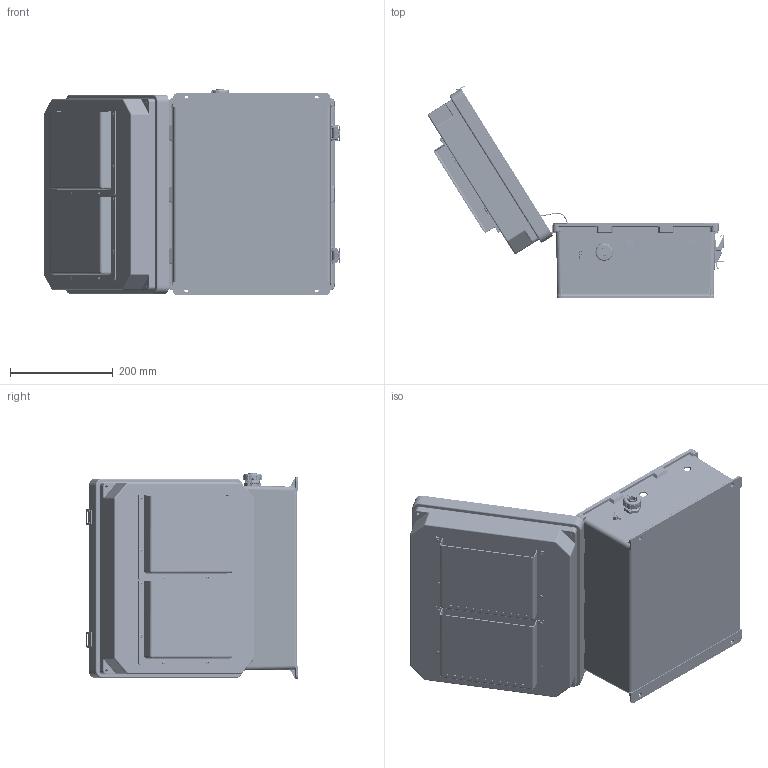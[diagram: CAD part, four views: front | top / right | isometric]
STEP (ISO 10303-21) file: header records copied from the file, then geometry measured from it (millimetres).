
FILE_DESCRIPTION (( 'STEP AP214' ), '1' );
FILE_NAME ('NB141207-40FAF_3D.step', '2025-10-28T17:12:33', ( '' ), ( '' ), 'SwSTEP 2.0', 'SolidWorks 2025', '' );
FILE_SCHEMA (( 'AUTOMOTIVE_DESIGN' ));
Length unit declared in the file: inch
Products named in the file (28): FanWire-14-40F; XFN-0002; XFS-0024_90184A168; NB141207-Box; XCT-0011; XFW-0004; 10-32 NEMA PLATE SCREW; XCT-0005; XFR-0005; NB141207-DoorClasp-1; XCT-0010; NB141207-Hinge; XFS-0006; NEMA 14-400 GroundWire; HYP245; Fan Screen-120x120 ALUM; XFN-0003; XFS-0017; XFW-0002; XM220-01-UL; NB141207-Lid-Vented; XMH-0005; NB141207-DoorClasp-2; XFS-0026; XC-0003; XMH-0002; 1BE02-011; NB141207-40FAF_3D
Assembly tree (58 placements, depth 2):
  NB141207-40FAF_3D
    NB141207-Box
    NB141207-Hinge  x2
    NB141207-Lid-Vented
    NB141207-DoorClasp-1  x2
    NB141207-DoorClasp-2  x2
    XC-0003
    XFS-0026
    XCT-0005
    XFN-0003  x2
    XFW-0002
    1BE02-011
    XCT-0010
    XCT-0011
    10-32 NEMA PLATE SCREW  x4
    XFS-0017
    NEMA 14-400 GroundWire
    XM220-01-UL  x2
    XFN-0002  x8
    Fan Screen-120x120 ALUM  x2
    XMH-0002
    FanWire-14-40F
    XFS-0024_90184A168  x4
    XFR-0005  x12
    HYP245
    XFW-0004  x2
    XFS-0006
    XMH-0005
Bounding box: 578.07 x 413.05 x 402.37 mm (x, y, z)
Volume: 2527031.8 mm3; surface area: 1666011.5 mm2
Topology: 65 solids, 66 shells, 6316 faces, 17141 edges, 10969 vertices
Faces by surface type: cylinder 3277, plane 1539, cone 607, bspline 506, torus 363, sphere 24
Entity records: 147211 total; most frequent: CARTESIAN_POINT 51638, ORIENTED_EDGE 20326, DIRECTION 19183, EDGE_CURVE 10163, AXIS2_PLACEMENT_3D 7282, VERTEX_POINT 6425, EDGE_LOOP 4774, VECTOR 4619
